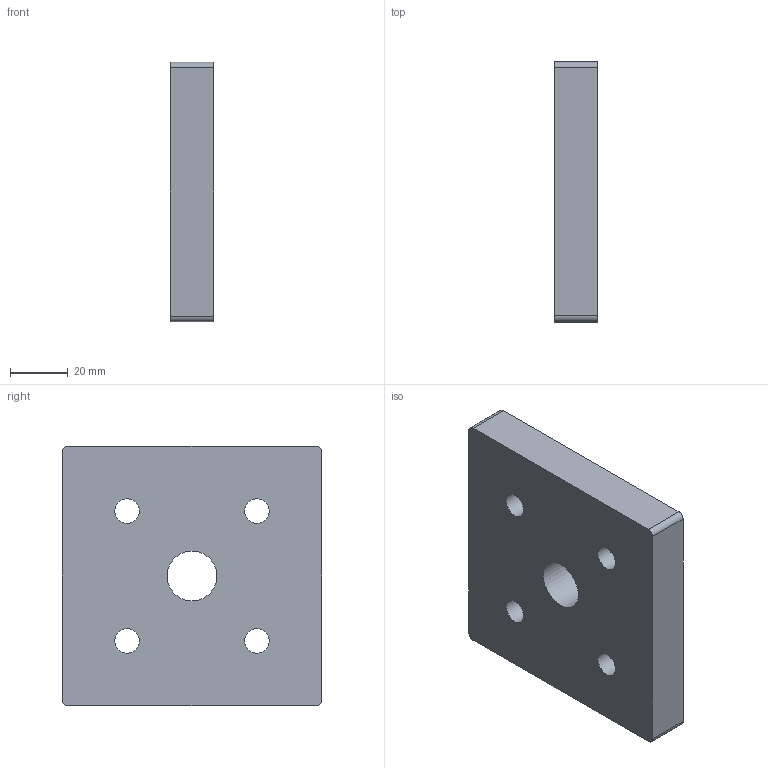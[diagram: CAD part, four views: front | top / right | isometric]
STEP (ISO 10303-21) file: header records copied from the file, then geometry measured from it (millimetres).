
FILE_DESCRIPTION(/* description */ ('PIASTRA FISS. PIEDI M20 90X90'),/* implementation_level */ '2;1');
FILE_NAME(/* name */ 'DPSXX0000558.stp',/* time_stamp */ '2018-11-05T17:31:01+01:00',/* author */ ('fzagni'),/* organization */ (''),/* preprocessor_version */ 'ST-DEVELOPER v16.1',/* originating_system */ 'Autodesk Inventor 2016',/* authorisation */ '');
FILE_SCHEMA (('AUTOMOTIVE_DESIGN { 1 0 10303 214 3 1 1 }'));
Length unit declared in the file: millimetre
Products named in the file (1): 31.106.00
Bounding box: 15 x 90 x 90 mm (x, y, z)
Volume: 112619.6 mm3; surface area: 23380.6 mm2
Topology: 1 solids, 1 shells, 23 faces, 52 edges, 35 vertices
Faces by surface type: cylinder 13, plane 10
Full cylindrical faces by diameter (mm): 8.5 x4, 13.5 x4, 17.294 x1
Entity records: 650 total; most frequent: DIRECTION 116, CARTESIAN_POINT 100, ORIENTED_EDGE 84, AXIS2_PLACEMENT_3D 50, EDGE_LOOP 46, EDGE_CURVE 42, VERTEX_POINT 34, CIRCLE 26
